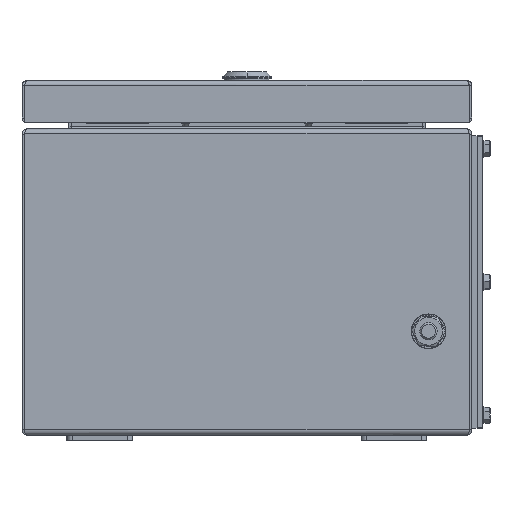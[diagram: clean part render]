
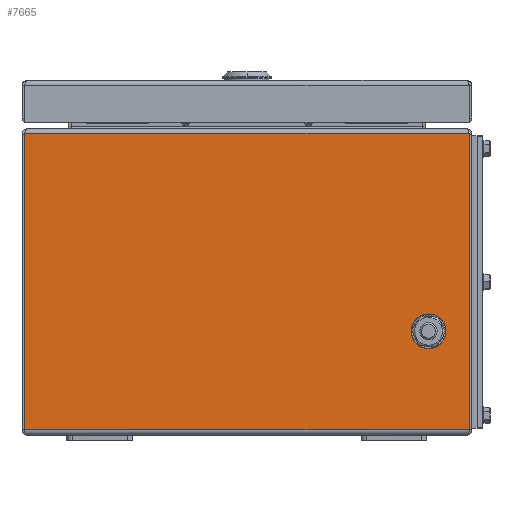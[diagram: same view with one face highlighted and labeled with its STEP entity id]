
A CAD part, left-side view. The second image highlights one B-rep face of the part: STEP entity #7665.
In plain terms, the highlighted planar face has unit normal (-1, 0, 0).
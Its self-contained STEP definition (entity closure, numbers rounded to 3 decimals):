
#1143 = EDGE_LOOP ( 'NONE', ( #22106, #19588, #11822, #22844 ) ) ;
#1363 = VERTEX_POINT ( 'NONE', #25487 ) ;
#2324 = DIRECTION ( 'NONE',  ( 0., 0., 1. ) ) ;
#2355 = DIRECTION ( 'NONE',  ( 0., 0., -1. ) ) ;
#3801 = VERTEX_POINT ( 'NONE', #26586 ) ;
#3900 = VERTEX_POINT ( 'NONE', #24796 ) ;
#4105 = DIRECTION ( 'NONE',  ( 0., 1., 0. ) ) ;
#4108 = VECTOR ( 'NONE', #16511, 1000. ) ;
#7665 = ADVANCED_FACE ( 'NONE', ( #25174, #25145 ), #28790, .F. ) ;
#8191 = EDGE_CURVE ( 'NONE', #22720, #1363, #23085, .T. ) ;
#10487 = CARTESIAN_POINT ( 'NONE',  ( -130., 128.493, 174.3 ) ) ;
#10501 = AXIS2_PLACEMENT_3D ( 'NONE', #30931, #14958, #33708 ) ;
#10724 = DIRECTION ( 'NONE',  ( -1., 0., 0. ) ) ;
#10832 = VECTOR ( 'NONE', #18391, 1000. ) ;
#11822 = ORIENTED_EDGE ( 'NONE', *, *, #21516, .F. ) ;
#12487 = AXIS2_PLACEMENT_3D ( 'NONE', #26568, #10724, #29235 ) ;
#12932 = CARTESIAN_POINT ( 'NONE',  ( -130., -1430., 177. ) ) ;
#14958 = DIRECTION ( 'NONE',  ( -1., 0., 0. ) ) ;
#15842 = AXIS2_PLACEMENT_3D ( 'NONE', #12932, #18258, #2324 ) ;
#16013 = ORIENTED_EDGE ( 'NONE', *, *, #32017, .F. ) ;
#16511 = DIRECTION ( 'NONE',  ( 0., 1., 0. ) ) ;
#17503 = CARTESIAN_POINT ( 'NONE',  ( -130., -128.493, 174.3 ) ) ;
#18258 = DIRECTION ( 'NONE',  ( 1., 0., 0. ) ) ;
#18298 = CARTESIAN_POINT ( 'NONE',  ( -130., -128.493, 177. ) ) ;
#18391 = DIRECTION ( 'NONE',  ( 0., 0., 1. ) ) ;
#19588 = ORIENTED_EDGE ( 'NONE', *, *, #21273, .F. ) ;
#21060 = CARTESIAN_POINT ( 'NONE',  ( -130., 128.493, 177. ) ) ;
#21081 = EDGE_CURVE ( 'NONE', #32694, #27196, #29925, .T. ) ;
#21182 = ORIENTED_EDGE ( 'NONE', *, *, #8191, .F. ) ;
#21273 = EDGE_CURVE ( 'NONE', #3801, #27196, #24024, .T. ) ;
#21516 = EDGE_CURVE ( 'NONE', #3900, #3801, #26113, .T. ) ;
#21840 = CARTESIAN_POINT ( 'NONE',  ( -130., -1430., 3. ) ) ;
#22002 = VECTOR ( 'NONE', #4105, 1000. ) ;
#22106 = ORIENTED_EDGE ( 'NONE', *, *, #21081, .T. ) ;
#22720 = VERTEX_POINT ( 'NONE', #30433 ) ;
#22844 = ORIENTED_EDGE ( 'NONE', *, *, #28733, .F. ) ;
#23085 = CIRCLE ( 'NONE', #12487, 5.55 ) ;
#23297 = CIRCLE ( 'NONE', #10501, 5.55 ) ;
#24024 = LINE ( 'NONE', #21060, #10832 ) ;
#24796 = CARTESIAN_POINT ( 'NONE',  ( -130., -128.493, 3. ) ) ;
#25145 = FACE_OUTER_BOUND ( 'NONE', #1143, .T. ) ;
#25174 = FACE_BOUND ( 'NONE', #31635, .T. ) ;
#25487 = CARTESIAN_POINT ( 'NONE',  ( -130., -105., 54.45 ) ) ;
#26113 = LINE ( 'NONE', #21840, #4108 ) ;
#26568 = CARTESIAN_POINT ( 'NONE',  ( -130., -105., 60. ) ) ;
#26586 = CARTESIAN_POINT ( 'NONE',  ( -130., 128.493, 3. ) ) ;
#27196 = VERTEX_POINT ( 'NONE', #10487 ) ;
#27277 = VECTOR ( 'NONE', #2355, 1000. ) ;
#28733 = EDGE_CURVE ( 'NONE', #32694, #3900, #33686, .T. ) ;
#28790 = PLANE ( 'NONE',  #15842 ) ;
#29235 = DIRECTION ( 'NONE',  ( 0., 0., 1. ) ) ;
#29925 = LINE ( 'NONE', #33285, #22002 ) ;
#30433 = CARTESIAN_POINT ( 'NONE',  ( -130., -105., 65.55 ) ) ;
#30931 = CARTESIAN_POINT ( 'NONE',  ( -130., -105., 60. ) ) ;
#31635 = EDGE_LOOP ( 'NONE', ( #21182, #16013 ) ) ;
#32017 = EDGE_CURVE ( 'NONE', #1363, #22720, #23297, .T. ) ;
#32694 = VERTEX_POINT ( 'NONE', #17503 ) ;
#33285 = CARTESIAN_POINT ( 'NONE',  ( -130., -128.493, 174.3 ) ) ;
#33686 = LINE ( 'NONE', #18298, #27277 ) ;
#33708 = DIRECTION ( 'NONE',  ( 0., 0., 1. ) ) ;
